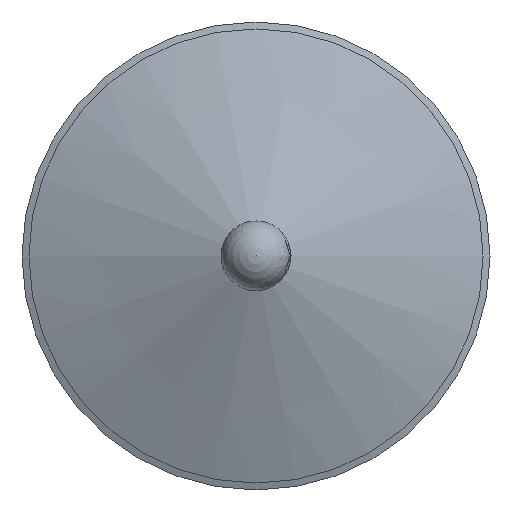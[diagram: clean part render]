
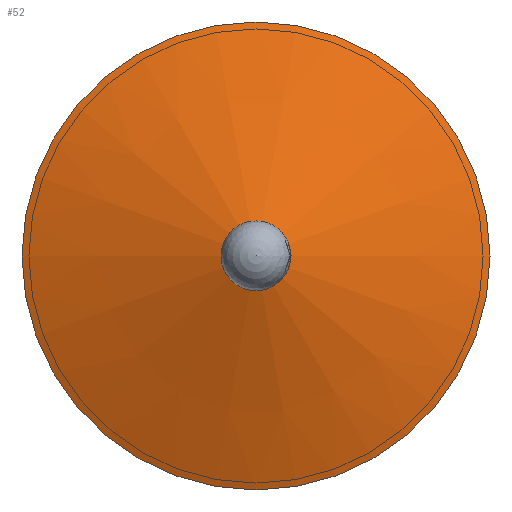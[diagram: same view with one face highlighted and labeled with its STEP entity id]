
A CAD part, top view. The second image highlights one B-rep face of the part: STEP entity #52.
In plain terms, the highlighted conical face has half-angle 70 degrees and reference radius 10 mm.
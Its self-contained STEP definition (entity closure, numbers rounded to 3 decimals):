
#27=CARTESIAN_POINT('',(0.,0.,46.));
#28=DIRECTION('',(0.,0.,-1.));
#29=DIRECTION('',(1.,0.,0.));
#30=AXIS2_PLACEMENT_3D('',#27,#28,#29);
#31=CONICAL_SURFACE('',#30,10.,70.);
#32=CARTESIAN_POINT('',(10.,-0.,46.));
#33=VERTEX_POINT('',#32);
#34=CARTESIAN_POINT('',(0.,0.,49.64));
#35=VERTEX_POINT('',#34);
#36=CARTESIAN_POINT('',(10.,0.,46.));
#37=DIRECTION('',(-0.94,-0.,0.342));
#38=VECTOR('',#37,10.642);
#39=LINE('',#36,#38);
#40=EDGE_CURVE('',#33,#35,#39,.T.);
#41=ORIENTED_EDGE('',*,*,#40,.T.);
#42=ORIENTED_EDGE('',*,*,#40,.F.);
#43=CARTESIAN_POINT('',(0.,0.,46.));
#44=DIRECTION('',(0.,0.,1.));
#45=DIRECTION('',(1.,0.,-0.));
#46=AXIS2_PLACEMENT_3D('',#43,#44,#45);
#47=CIRCLE('',#46,10.);
#48=EDGE_CURVE('',#33,#33,#47,.T.);
#49=ORIENTED_EDGE('',*,*,#48,.T.);
#50=EDGE_LOOP('',(#41,#42,#49));
#51=FACE_BOUND('',#50,.T.);
#52=ADVANCED_FACE('',(#51),#31,.T.);
